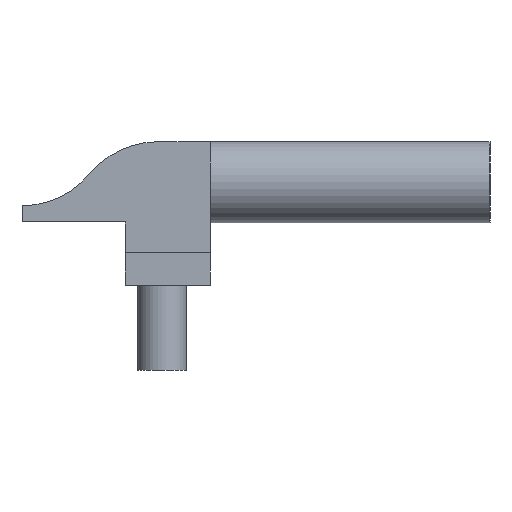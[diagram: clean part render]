
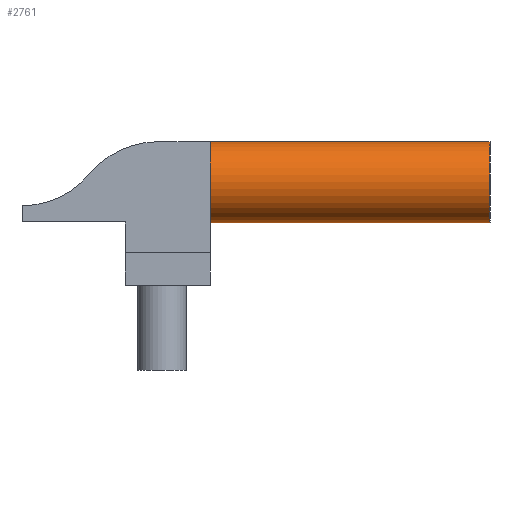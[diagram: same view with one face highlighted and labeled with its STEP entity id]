
A CAD part, left-side view. The second image highlights one B-rep face of the part: STEP entity #2761.
In plain terms, the highlighted cylindrical face has radius 1 mm (diameter 2 mm), a full revolution.
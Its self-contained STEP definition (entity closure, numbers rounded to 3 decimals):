
#72 = PLANE('',#73);
#73 = AXIS2_PLACEMENT_3D('',#74,#75,#76);
#74 = CARTESIAN_POINT('',(-6.62,-1.2,0.8));
#75 = DIRECTION('',(0.,1.,0.));
#76 = DIRECTION('',(0.,0.,1.));
#768 = VERTEX_POINT('',#769);
#769 = CARTESIAN_POINT('',(-8.62,-1.2,2.54));
#790 = EDGE_CURVE('',#768,#791,#793,.T.);
#791 = VERTEX_POINT('',#792);
#792 = CARTESIAN_POINT('',(-6.62,-1.2,2.54));
#793 = SURFACE_CURVE('',#794,(#799,#810),.PCURVE_S1.);
#794 = CIRCLE('',#795,1.);
#795 = AXIS2_PLACEMENT_3D('',#796,#797,#798);
#796 = CARTESIAN_POINT('',(-7.62,-1.2,2.54));
#797 = DIRECTION('',(0.,-1.,0.));
#798 = DIRECTION('',(1.,0.,0.));
#799 = PCURVE('',#72,#800);
#800 = DEFINITIONAL_REPRESENTATION('',(#801),#809);
#801 = ( BOUNDED_CURVE() B_SPLINE_CURVE(2,(#802,#803,#804,#805,#806,#807
,#808),.UNSPECIFIED.,.T.,.F.) B_SPLINE_CURVE_WITH_KNOTS((1,2,2,2,2,1),(
    -2.094,0.,2.094,4.189,6.283,
8.378),.UNSPECIFIED.) CURVE() GEOMETRIC_REPRESENTATION_ITEM() 
RATIONAL_B_SPLINE_CURVE((1.,0.5,1.,0.5,1.,0.5,1.)) REPRESENTATION_ITEM(
  '') );
#802 = CARTESIAN_POINT('',(1.74,0.));
#803 = CARTESIAN_POINT('',(3.472,0.));
#804 = CARTESIAN_POINT('',(2.606,-1.5));
#805 = CARTESIAN_POINT('',(1.74,-3.));
#806 = CARTESIAN_POINT('',(0.874,-1.5));
#807 = CARTESIAN_POINT('',(0.008,0.));
#808 = CARTESIAN_POINT('',(1.74,0.));
#809 = ( GEOMETRIC_REPRESENTATION_CONTEXT(2) 
PARAMETRIC_REPRESENTATION_CONTEXT() REPRESENTATION_CONTEXT('2D SPACE',''
  ) );
#810 = PCURVE('',#811,#816);
#811 = CYLINDRICAL_SURFACE('',#812,1.);
#812 = AXIS2_PLACEMENT_3D('',#813,#814,#815);
#813 = CARTESIAN_POINT('',(-7.62,-1.2,2.54));
#814 = DIRECTION('',(0.,1.,0.));
#815 = DIRECTION('',(1.,0.,0.));
#816 = DEFINITIONAL_REPRESENTATION('',(#817),#821);
#817 = LINE('',#818,#819);
#818 = CARTESIAN_POINT('',(-0.,0.));
#819 = VECTOR('',#820,1.);
#820 = DIRECTION('',(-1.,0.));
#821 = ( GEOMETRIC_REPRESENTATION_CONTEXT(2) 
PARAMETRIC_REPRESENTATION_CONTEXT() REPRESENTATION_CONTEXT('2D SPACE',''
  ) );
#2030 = PLANE('',#2031);
#2031 = AXIS2_PLACEMENT_3D('',#2032,#2033,#2034);
#2032 = CARTESIAN_POINT('',(-6.62,-1.2,0.8));
#2033 = DIRECTION('',(0.,1.,0.));
#2034 = DIRECTION('',(0.,0.,1.));
#2603 = PLANE('',#2604);
#2604 = AXIS2_PLACEMENT_3D('',#2605,#2606,#2607);
#2605 = CARTESIAN_POINT('',(-6.62,-1.2,0.8));
#2606 = DIRECTION('',(0.,1.,0.));
#2607 = DIRECTION('',(0.,0.,1.));
#2761 = ADVANCED_FACE('',(#2762),#811,.T.);
#2762 = FACE_BOUND('',#2763,.F.);
#2763 = EDGE_LOOP('',(#2764,#2792,#2815,#2842,#2843,#2844));
#2764 = ORIENTED_EDGE('',*,*,#2765,.F.);
#2765 = EDGE_CURVE('',#791,#2766,#2768,.T.);
#2766 = VERTEX_POINT('',#2767);
#2767 = CARTESIAN_POINT('',(-7.62,-1.2,3.54));
#2768 = SURFACE_CURVE('',#2769,(#2774,#2781),.PCURVE_S1.);
#2769 = CIRCLE('',#2770,1.);
#2770 = AXIS2_PLACEMENT_3D('',#2771,#2772,#2773);
#2771 = CARTESIAN_POINT('',(-7.62,-1.2,2.54));
#2772 = DIRECTION('',(0.,-1.,0.));
#2773 = DIRECTION('',(1.,0.,0.));
#2774 = PCURVE('',#811,#2775);
#2775 = DEFINITIONAL_REPRESENTATION('',(#2776),#2780);
#2776 = LINE('',#2777,#2778);
#2777 = CARTESIAN_POINT('',(-0.,0.));
#2778 = VECTOR('',#2779,1.);
#2779 = DIRECTION('',(-1.,0.));
#2780 = ( GEOMETRIC_REPRESENTATION_CONTEXT(2) 
PARAMETRIC_REPRESENTATION_CONTEXT() REPRESENTATION_CONTEXT('2D SPACE',''
  ) );
#2781 = PCURVE('',#2603,#2782);
#2782 = DEFINITIONAL_REPRESENTATION('',(#2783),#2791);
#2783 = ( BOUNDED_CURVE() B_SPLINE_CURVE(2,(#2784,#2785,#2786,#2787,
#2788,#2789,#2790),.UNSPECIFIED.,.T.,.F.) B_SPLINE_CURVE_WITH_KNOTS((1,2
    ,2,2,2,1),(-2.094,0.,2.094,4.189,
6.283,8.378),.UNSPECIFIED.) CURVE() 
GEOMETRIC_REPRESENTATION_ITEM() RATIONAL_B_SPLINE_CURVE((1.,0.5,1.,0.5,
1.,0.5,1.)) REPRESENTATION_ITEM('') );
#2784 = CARTESIAN_POINT('',(1.74,0.));
#2785 = CARTESIAN_POINT('',(3.472,0.));
#2786 = CARTESIAN_POINT('',(2.606,-1.5));
#2787 = CARTESIAN_POINT('',(1.74,-3.));
#2788 = CARTESIAN_POINT('',(0.874,-1.5));
#2789 = CARTESIAN_POINT('',(0.008,0.));
#2790 = CARTESIAN_POINT('',(1.74,0.));
#2791 = ( GEOMETRIC_REPRESENTATION_CONTEXT(2) 
PARAMETRIC_REPRESENTATION_CONTEXT() REPRESENTATION_CONTEXT('2D SPACE',''
  ) );
#2792 = ORIENTED_EDGE('',*,*,#2793,.T.);
#2793 = EDGE_CURVE('',#791,#2794,#2796,.T.);
#2794 = VERTEX_POINT('',#2795);
#2795 = CARTESIAN_POINT('',(-6.62,-8.1,2.54));
#2796 = SEAM_CURVE('',#2797,(#2801,#2808),.PCURVE_S1.);
#2797 = LINE('',#2798,#2799);
#2798 = CARTESIAN_POINT('',(-6.62,-1.2,2.54));
#2799 = VECTOR('',#2800,1.);
#2800 = DIRECTION('',(0.,-1.,0.));
#2801 = PCURVE('',#811,#2802);
#2802 = DEFINITIONAL_REPRESENTATION('',(#2803),#2807);
#2803 = LINE('',#2804,#2805);
#2804 = CARTESIAN_POINT('',(-6.283,0.));
#2805 = VECTOR('',#2806,1.);
#2806 = DIRECTION('',(-0.,-1.));
#2807 = ( GEOMETRIC_REPRESENTATION_CONTEXT(2) 
PARAMETRIC_REPRESENTATION_CONTEXT() REPRESENTATION_CONTEXT('2D SPACE',''
  ) );
#2808 = PCURVE('',#811,#2809);
#2809 = DEFINITIONAL_REPRESENTATION('',(#2810),#2814);
#2810 = LINE('',#2811,#2812);
#2811 = CARTESIAN_POINT('',(-0.,0.));
#2812 = VECTOR('',#2813,1.);
#2813 = DIRECTION('',(-0.,-1.));
#2814 = ( GEOMETRIC_REPRESENTATION_CONTEXT(2) 
PARAMETRIC_REPRESENTATION_CONTEXT() REPRESENTATION_CONTEXT('2D SPACE',''
  ) );
#2815 = ORIENTED_EDGE('',*,*,#2816,.T.);
#2816 = EDGE_CURVE('',#2794,#2794,#2817,.T.);
#2817 = SURFACE_CURVE('',#2818,(#2823,#2830),.PCURVE_S1.);
#2818 = CIRCLE('',#2819,1.);
#2819 = AXIS2_PLACEMENT_3D('',#2820,#2821,#2822);
#2820 = CARTESIAN_POINT('',(-7.62,-8.1,2.54));
#2821 = DIRECTION('',(0.,-1.,0.));
#2822 = DIRECTION('',(1.,0.,0.));
#2823 = PCURVE('',#811,#2824);
#2824 = DEFINITIONAL_REPRESENTATION('',(#2825),#2829);
#2825 = LINE('',#2826,#2827);
#2826 = CARTESIAN_POINT('',(-0.,-6.9));
#2827 = VECTOR('',#2828,1.);
#2828 = DIRECTION('',(-1.,0.));
#2829 = ( GEOMETRIC_REPRESENTATION_CONTEXT(2) 
PARAMETRIC_REPRESENTATION_CONTEXT() REPRESENTATION_CONTEXT('2D SPACE',''
  ) );
#2830 = PCURVE('',#2831,#2836);
#2831 = PLANE('',#2832);
#2832 = AXIS2_PLACEMENT_3D('',#2833,#2834,#2835);
#2833 = CARTESIAN_POINT('',(-7.62,-8.1,2.54));
#2834 = DIRECTION('',(0.,-1.,0.));
#2835 = DIRECTION('',(0.,0.,-1.));
#2836 = DEFINITIONAL_REPRESENTATION('',(#2837),#2841);
#2837 = CIRCLE('',#2838,1.);
#2838 = AXIS2_PLACEMENT_2D('',#2839,#2840);
#2839 = CARTESIAN_POINT('',(0.,0.));
#2840 = DIRECTION('',(0.,1.));
#2841 = ( GEOMETRIC_REPRESENTATION_CONTEXT(2) 
PARAMETRIC_REPRESENTATION_CONTEXT() REPRESENTATION_CONTEXT('2D SPACE',''
  ) );
#2842 = ORIENTED_EDGE('',*,*,#2793,.F.);
#2843 = ORIENTED_EDGE('',*,*,#790,.F.);
#2844 = ORIENTED_EDGE('',*,*,#2845,.F.);
#2845 = EDGE_CURVE('',#2766,#768,#2846,.T.);
#2846 = SURFACE_CURVE('',#2847,(#2852,#2859),.PCURVE_S1.);
#2847 = CIRCLE('',#2848,1.);
#2848 = AXIS2_PLACEMENT_3D('',#2849,#2850,#2851);
#2849 = CARTESIAN_POINT('',(-7.62,-1.2,2.54));
#2850 = DIRECTION('',(0.,-1.,0.));
#2851 = DIRECTION('',(1.,0.,0.));
#2852 = PCURVE('',#811,#2853);
#2853 = DEFINITIONAL_REPRESENTATION('',(#2854),#2858);
#2854 = LINE('',#2855,#2856);
#2855 = CARTESIAN_POINT('',(-0.,0.));
#2856 = VECTOR('',#2857,1.);
#2857 = DIRECTION('',(-1.,0.));
#2858 = ( GEOMETRIC_REPRESENTATION_CONTEXT(2) 
PARAMETRIC_REPRESENTATION_CONTEXT() REPRESENTATION_CONTEXT('2D SPACE',''
  ) );
#2859 = PCURVE('',#2030,#2860);
#2860 = DEFINITIONAL_REPRESENTATION('',(#2861),#2869);
#2861 = ( BOUNDED_CURVE() B_SPLINE_CURVE(2,(#2862,#2863,#2864,#2865,
#2866,#2867,#2868),.UNSPECIFIED.,.T.,.F.) B_SPLINE_CURVE_WITH_KNOTS((1,2
    ,2,2,2,1),(-2.094,0.,2.094,4.189,
6.283,8.378),.UNSPECIFIED.) CURVE() 
GEOMETRIC_REPRESENTATION_ITEM() RATIONAL_B_SPLINE_CURVE((1.,0.5,1.,0.5,
1.,0.5,1.)) REPRESENTATION_ITEM('') );
#2862 = CARTESIAN_POINT('',(1.74,0.));
#2863 = CARTESIAN_POINT('',(3.472,0.));
#2864 = CARTESIAN_POINT('',(2.606,-1.5));
#2865 = CARTESIAN_POINT('',(1.74,-3.));
#2866 = CARTESIAN_POINT('',(0.874,-1.5));
#2867 = CARTESIAN_POINT('',(0.008,0.));
#2868 = CARTESIAN_POINT('',(1.74,0.));
#2869 = ( GEOMETRIC_REPRESENTATION_CONTEXT(2) 
PARAMETRIC_REPRESENTATION_CONTEXT() REPRESENTATION_CONTEXT('2D SPACE',''
  ) );
